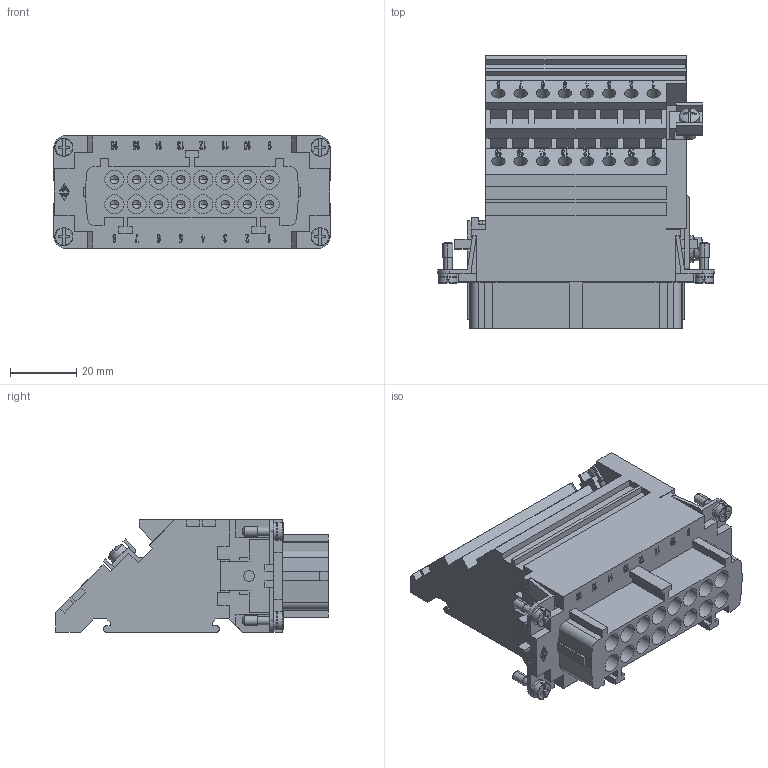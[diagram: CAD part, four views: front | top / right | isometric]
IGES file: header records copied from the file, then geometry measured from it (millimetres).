
Global section: file name: No Iges File Name specified; native system: AutoDesk Inventor R6.1; preprocessor: AutoDesk Inventor Iges Exporter R6.1; author: No Author specified; organization: No Organization specified; date: 20061127.132041; units: millimetre
Bounding box: 83.5 x 82.5 x 34 mm (x, y, z)
Volume: 117728.7 mm3; surface area: 31899.4 mm2
Topology: 1 solids, 1 shells, 1415 faces, 3776 edges, 2440 vertices
Faces by surface type: plane 758, bspline 553, cylinder 54, revolution 36, sphere 6, cone 4, torus 4
